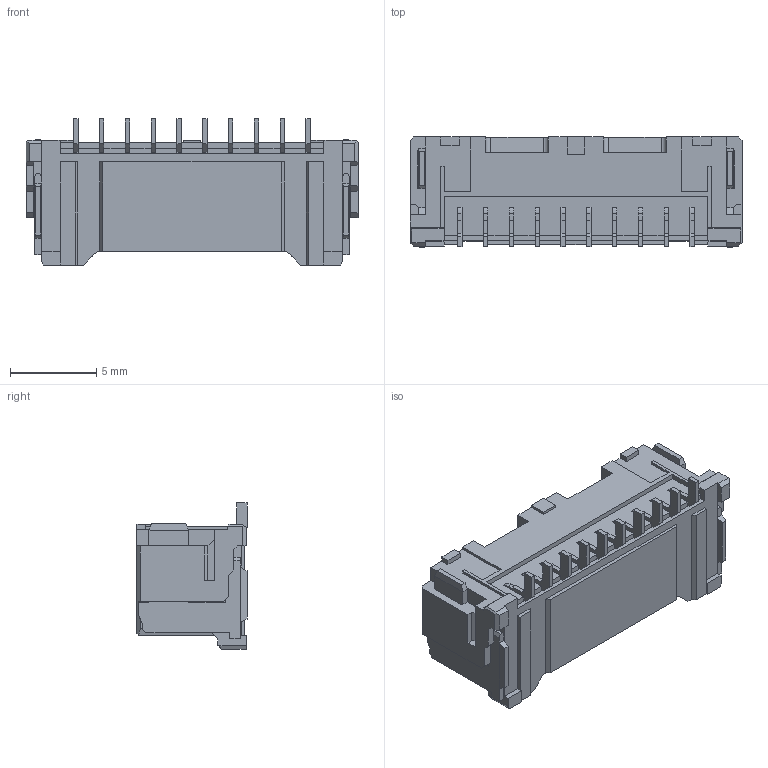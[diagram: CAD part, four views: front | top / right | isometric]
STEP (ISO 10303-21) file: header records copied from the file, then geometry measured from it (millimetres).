
FILE_DESCRIPTION((''),'2;1');
FILE_NAME('5025851070','2019-07-05T',('gga'),(''),'PRO/ENGINEER BY PARAMETRIC TECHNOLOGY CORPORATION, 2016010','PRO/ENGINEER BY PARAMETRIC TECHNOLOGY CORPORATION, 2016010','');
FILE_SCHEMA(('CONFIG_CONTROL_DESIGN'));
Length unit declared in the file: millimetre
Products named in the file (1): 5025851070
Bounding box: 19.3 x 6.4 x 8.5 mm (x, y, z)
Volume: 356.3 mm3; surface area: 988.6 mm2
Topology: 1 solids, 1 shells, 592 faces, 1785 edges, 1188 vertices
Faces by surface type: plane 532, cylinder 60
Entity records: 19681 total; most frequent: CARTESIAN_POINT 3595, ORIENTED_EDGE 3474, DIRECTION 3061, EDGE_CURVE 1737, VECTOR 1659, LINE 1659, VERTEX_POINT 1140, AXIS2_PLACEMENT_3D 701
